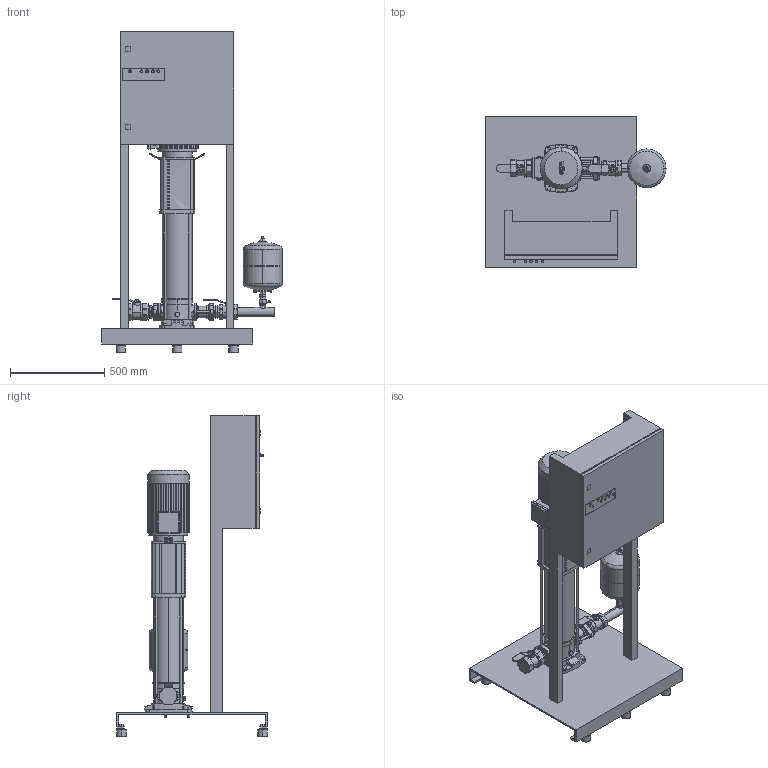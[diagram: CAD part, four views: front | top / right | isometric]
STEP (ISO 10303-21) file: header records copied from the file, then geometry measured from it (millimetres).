
FILE_DESCRIPTION((''),'2;1');
FILE_NAME('3d_FLA-1HELIXV1609_K-01PN16-2534424.stp','2013-07-05T14:15:29',(''),(''),'Mechanical Desktop 2009','Mechanical Desktop 2009',', , ');
FILE_SCHEMA(('CONFIG_CONTROL_DESIGN'));
Length unit declared in the file: millimetre
Products named in the file (1): Product
Bounding box: 957 x 800 x 1705 mm (x, y, z)
Volume: 130197178.6 mm3; surface area: 5697747.1 mm2
Topology: 51 solids, 51 shells, 1450 faces, 3621 edges, 2353 vertices
Faces by surface type: bspline 540, plane 494, cylinder 284, cone 86, torus 40, sphere 6
Entity records: 47761 total; most frequent: CARTESIAN_POINT 13909, ORIENTED_EDGE 7242, DIRECTION 6595, EDGE_CURVE 3621, VERTEX_POINT 2353, AXIS2_PLACEMENT_3D 2260, VECTOR 2075, LINE 2075
